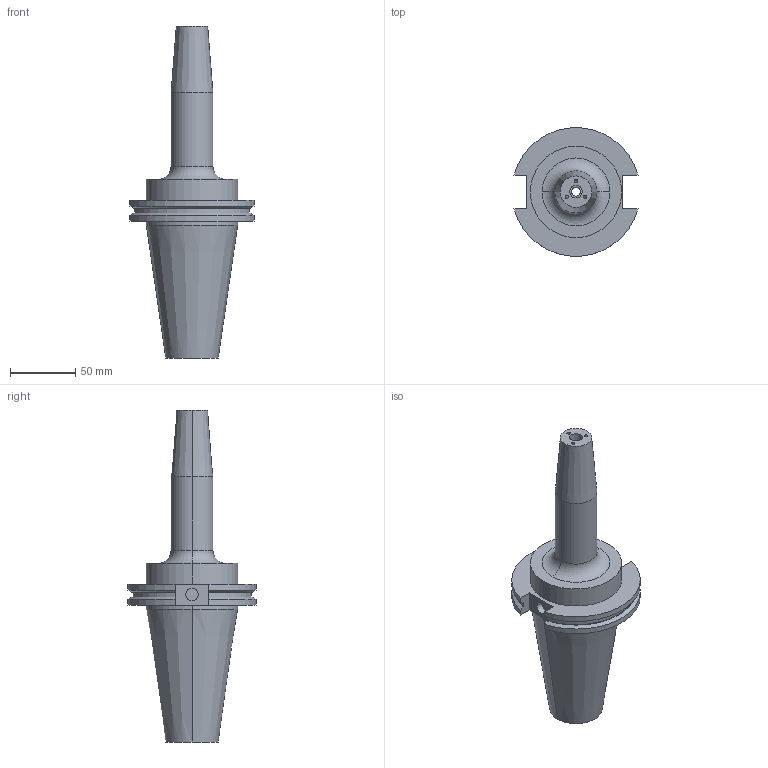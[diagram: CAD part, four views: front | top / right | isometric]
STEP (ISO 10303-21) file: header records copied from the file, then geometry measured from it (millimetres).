
FILE_DESCRIPTION (( 'STEP AP203' ), '1' );
FILE_NAME ('STP-SATE-29058-6B.STEP', '2019-07-24T02:37:49', ( '' ), ( '' ), 'SwSTEP 2.0', 'SolidWorks 2017', '' );
FILE_SCHEMA (( 'CONFIG_CONTROL_DESIGN' ));
Length unit declared in the file: millimetre
Products named in the file (1): STP-SATE-29058-6B
Bounding box: 94.95 x 98.05 x 254 mm (x, y, z)
Volume: 471455 mm3; surface area: 61896.3 mm2
Topology: 1 solids, 1 shells, 76 faces, 191 edges, 122 vertices
Faces by surface type: cylinder 32, plane 22, cone 14, bspline 6, torus 2
Entity records: 2680 total; most frequent: CARTESIAN_POINT 776, ORIENTED_EDGE 382, DIRECTION 381, EDGE_CURVE 191, AXIS2_PLACEMENT_3D 149, VERTEX_POINT 122, EDGE_LOOP 89, LINE 83
